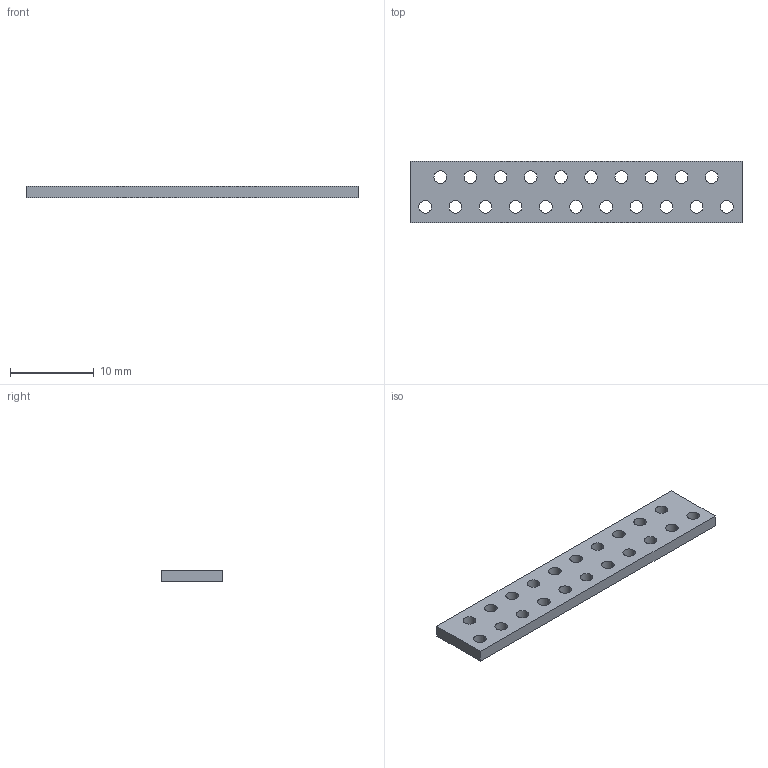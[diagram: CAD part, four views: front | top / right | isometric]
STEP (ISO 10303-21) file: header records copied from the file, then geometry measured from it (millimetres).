
FILE_DESCRIPTION (( 'STEP AP214' ), '1' );
FILE_NAME ('pogo-pin-carrier-for-signal-pins.STEP', '2013-11-04T20:58:07', ( '' ), ( '' ), 'SwSTEP 2.0', 'SolidWorks 2013', '' );
FILE_SCHEMA (( 'AUTOMOTIVE_DESIGN' ));
Length unit declared in the file: millimetre
Products named in the file (1): pogo-pin-carrier-for-signal-pins
Bounding box: 39.62 x 7.37 x 1.42 mm (x, y, z)
Volume: 362.4 mm3; surface area: 784 mm2
Topology: 1 solids, 1 shells, 48 faces, 138 edges, 92 vertices
Faces by surface type: cylinder 42, plane 6
Entity records: 1744 total; most frequent: DIRECTION 320, CARTESIAN_POINT 279, ORIENTED_EDGE 276, EDGE_CURVE 138, AXIS2_PLACEMENT_3D 133, VERTEX_POINT 92, EDGE_LOOP 90, CIRCLE 84
